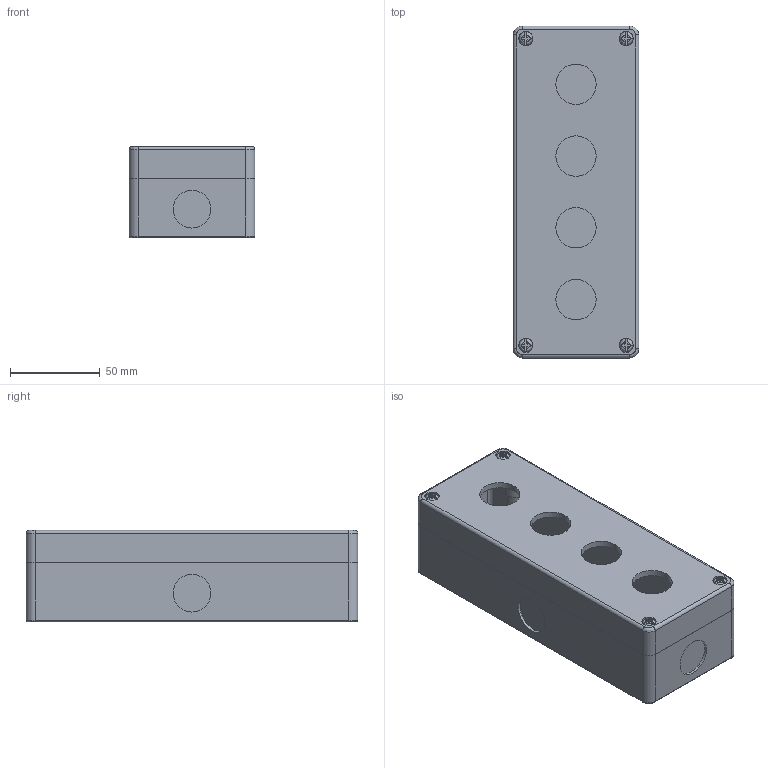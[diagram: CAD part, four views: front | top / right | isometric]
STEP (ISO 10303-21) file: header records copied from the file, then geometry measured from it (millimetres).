
FILE_DESCRIPTION (( 'STEP AP214' ), '1' );
FILE_NAME ('SA109-40SL.step', '2019-02-26T14:41:31', ( '' ), ( '' ), 'SwSTEP 2.0', 'SolidWorks 2018', '' );
FILE_SCHEMA (( 'AUTOMOTIVE_DESIGN' ));
Length unit declared in the file: inch
Products named in the file (1): SA109-40SL
Bounding box: 70 x 185 x 51.21 mm (x, y, z)
Volume: 174255.5 mm3; surface area: 102984 mm2
Topology: 6 solids, 6 shells, 492 faces, 1196 edges, 748 vertices
Faces by surface type: cylinder 200, plane 132, cone 124, bspline 36
Entity records: 22855 total; most frequent: CARTESIAN_POINT 4597, DIRECTION 2614, ORIENTED_EDGE 2392, EDGE_CURVE 1196, AXIS2_PLACEMENT_3D 1045, VERTEX_POINT 748, CIRCLE 588, EDGE_LOOP 548
